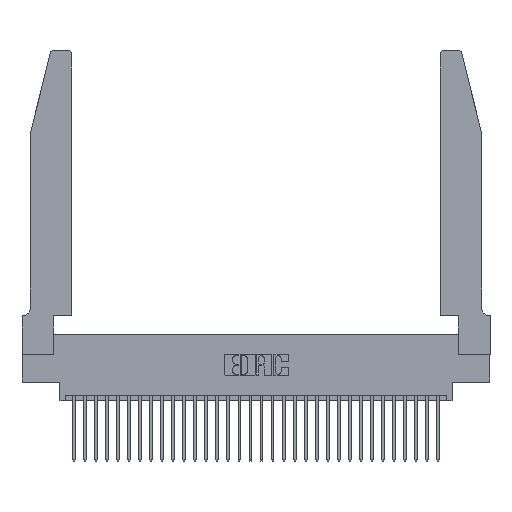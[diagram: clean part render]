
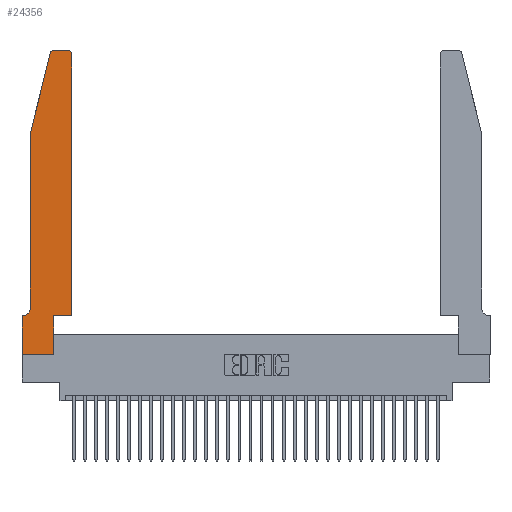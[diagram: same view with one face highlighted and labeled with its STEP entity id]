
A CAD part, top view. The second image highlights one B-rep face of the part: STEP entity #24356.
In plain terms, the highlighted planar face has unit normal (0, 0, 1).
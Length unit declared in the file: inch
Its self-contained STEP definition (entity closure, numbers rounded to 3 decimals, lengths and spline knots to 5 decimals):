
#158 = DIRECTION ( 'NONE',  ( -1., 0., 0. ) ) ;
#1688 = CARTESIAN_POINT ( 'NONE',  ( 0.284, 2.75, 0.37 ) ) ;
#2118 = ORIENTED_EDGE ( 'NONE', *, *, #23105, .T. ) ;
#2274 = LINE ( 'NONE', #29410, #30238 ) ;
#2297 = VERTEX_POINT ( 'NONE', #1688 ) ;
#2791 = VECTOR ( 'NONE', #5904, 39.37008 ) ;
#3171 = VECTOR ( 'NONE', #9521, 39.37008 ) ;
#3539 = VERTEX_POINT ( 'NONE', #31450 ) ;
#3954 = LINE ( 'NONE', #21529, #11477 ) ;
#4025 = LINE ( 'NONE', #8120, #2791 ) ;
#4563 = CARTESIAN_POINT ( 'NONE',  ( 0.0755, 2., 0.37 ) ) ;
#5020 = CARTESIAN_POINT ( 'NONE',  ( 0.2865, 0., 0.37 ) ) ;
#5090 = ORIENTED_EDGE ( 'NONE', *, *, #19981, .T. ) ;
#5191 = EDGE_CURVE ( 'NONE', #30279, #16989, #11093, .T. ) ;
#5244 = VERTEX_POINT ( 'NONE', #30730 ) ;
#5429 = DIRECTION ( 'NONE',  ( -1., 0., 0. ) ) ;
#5686 = VECTOR ( 'NONE', #23865, 39.37008 ) ;
#5904 = DIRECTION ( 'NONE',  ( 1., 0., 0. ) ) ;
#5960 = EDGE_CURVE ( 'NONE', #3539, #30279, #24042, .T. ) ;
#5999 = CARTESIAN_POINT ( 'NONE',  ( 0.25487, 2.72718, 0.37 ) ) ;
#6206 = DIRECTION ( 'NONE',  ( 0., 1., 0. ) ) ;
#6625 = DIRECTION ( 'NONE',  ( -1., 0., 0. ) ) ;
#6949 = LINE ( 'NONE', #4563, #32529 ) ;
#7517 = VECTOR ( 'NONE', #12157, 39.37008 ) ;
#7530 = AXIS2_PLACEMENT_3D ( 'NONE', #21488, #29080, #14015 ) ;
#7834 = EDGE_CURVE ( 'NONE', #25678, #23722, #2274, .T. ) ;
#8046 = ORIENTED_EDGE ( 'NONE', *, *, #7834, .T. ) ;
#8120 = CARTESIAN_POINT ( 'NONE',  ( 0., 0., 0.37 ) ) ;
#9133 = VERTEX_POINT ( 'NONE', #32265 ) ;
#9466 = EDGE_CURVE ( 'NONE', #19035, #9133, #17524, .T. ) ;
#9521 = DIRECTION ( 'NONE',  ( 0., 1., 0. ) ) ;
#9977 = ORIENTED_EDGE ( 'NONE', *, *, #18668, .T. ) ;
#10233 = CARTESIAN_POINT ( 'NONE',  ( 0.4505, 2.72, 0.37 ) ) ;
#10242 = VERTEX_POINT ( 'NONE', #5999 ) ;
#10351 = DIRECTION ( 'NONE',  ( 0., 0., -1. ) ) ;
#10521 = ORIENTED_EDGE ( 'NONE', *, *, #22965, .T. ) ;
#10847 = FACE_OUTER_BOUND ( 'NONE', #12217, .T. ) ;
#11093 = LINE ( 'NONE', #11855, #3171 ) ;
#11138 = ORIENTED_EDGE ( 'NONE', *, *, #5191, .T. ) ;
#11477 = VECTOR ( 'NONE', #6206, 39.37008 ) ;
#11565 = VECTOR ( 'NONE', #5429, 39.37008 ) ;
#11855 = CARTESIAN_POINT ( 'NONE',  ( 0.4505, 0.35, 0.37 ) ) ;
#12093 = CARTESIAN_POINT ( 'NONE',  ( 0., 0.35, 0.37 ) ) ;
#12157 = DIRECTION ( 'NONE',  ( 0., -1., 0. ) ) ;
#12217 = EDGE_LOOP ( 'NONE', ( #28751, #5090, #2118, #28539, #32284, #8046, #18144, #28350, #10521, #29514, #11138, #9977 ) ) ;
#12231 = VERTEX_POINT ( 'NONE', #18313 ) ;
#12439 = CIRCLE ( 'NONE', #29902, 0.03 ) ;
#13181 = CARTESIAN_POINT ( 'NONE',  ( 0.0755, 2., 0.37 ) ) ;
#14015 = DIRECTION ( 'NONE',  ( 1., 0., 0. ) ) ;
#14136 = CARTESIAN_POINT ( 'NONE',  ( 0., 0.35, 0.37 ) ) ;
#14484 = CARTESIAN_POINT ( 'NONE',  ( 0.4505, 0.35, 0.37 ) ) ;
#14963 = DIRECTION ( 'NONE',  ( 0., 0., 1. ) ) ;
#14992 = VECTOR ( 'NONE', #32110, 39.37008 ) ;
#16431 = CIRCLE ( 'NONE', #7530, 0.03 ) ;
#16903 = EDGE_CURVE ( 'NONE', #9133, #25678, #22077, .T. ) ;
#16976 = LINE ( 'NONE', #17203, #7517 ) ;
#16989 = VERTEX_POINT ( 'NONE', #10233 ) ;
#17203 = CARTESIAN_POINT ( 'NONE',  ( 0., 0., 0.37 ) ) ;
#17524 = LINE ( 'NONE', #30674, #5686 ) ;
#17582 = VERTEX_POINT ( 'NONE', #5020 ) ;
#18144 = ORIENTED_EDGE ( 'NONE', *, *, #24979, .T. ) ;
#18313 = CARTESIAN_POINT ( 'NONE',  ( 0., 0., 0.37 ) ) ;
#18668 = EDGE_CURVE ( 'NONE', #16989, #5244, #16431, .T. ) ;
#19035 = VERTEX_POINT ( 'NONE', #13181 ) ;
#19981 = EDGE_CURVE ( 'NONE', #2297, #10242, #12439, .T. ) ;
#20057 = CARTESIAN_POINT ( 'NONE',  ( 0.0055, 0.42, 0.37 ) ) ;
#20562 = AXIS2_PLACEMENT_3D ( 'NONE', #12093, #14963, #32555 ) ;
#21045 = CARTESIAN_POINT ( 'NONE',  ( 0.284, 2.72, 0.37 ) ) ;
#21488 = CARTESIAN_POINT ( 'NONE',  ( 0.4205, 2.72, 0.37 ) ) ;
#21529 = CARTESIAN_POINT ( 'NONE',  ( 0.2865, 0.35, 0.37 ) ) ;
#22077 = CIRCLE ( 'NONE', #24812, 0.07 ) ;
#22965 = EDGE_CURVE ( 'NONE', #17582, #3539, #3954, .T. ) ;
#23105 = EDGE_CURVE ( 'NONE', #10242, #19035, #6949, .T. ) ;
#23458 = DIRECTION ( 'NONE',  ( 0., 0., 1. ) ) ;
#23722 = VERTEX_POINT ( 'NONE', #14136 ) ;
#23788 = DIRECTION ( 'NONE',  ( 1., 0., 0. ) ) ;
#23865 = DIRECTION ( 'NONE',  ( 0., -1., 0. ) ) ;
#24042 = LINE ( 'NONE', #14484, #14992 ) ;
#24356 = ADVANCED_FACE ( 'NONE', ( #10847 ), #26758, .T. ) ;
#24529 = DIRECTION ( 'NONE',  ( -0.239, -0.971, 0. ) ) ;
#24812 = AXIS2_PLACEMENT_3D ( 'NONE', #20057, #10351, #158 ) ;
#24979 = EDGE_CURVE ( 'NONE', #23722, #12231, #16976, .T. ) ;
#25678 = VERTEX_POINT ( 'NONE', #26198 ) ;
#25717 = CARTESIAN_POINT ( 'NONE',  ( 0.2605, 2.75, 0.37 ) ) ;
#26159 = EDGE_CURVE ( 'NONE', #5244, #2297, #30829, .T. ) ;
#26198 = CARTESIAN_POINT ( 'NONE',  ( 0.0055, 0.35, 0.37 ) ) ;
#26758 = PLANE ( 'NONE',  #20562 ) ;
#27549 = EDGE_CURVE ( 'NONE', #12231, #17582, #4025, .T. ) ;
#28350 = ORIENTED_EDGE ( 'NONE', *, *, #27549, .T. ) ;
#28539 = ORIENTED_EDGE ( 'NONE', *, *, #9466, .T. ) ;
#28751 = ORIENTED_EDGE ( 'NONE', *, *, #26159, .T. ) ;
#29080 = DIRECTION ( 'NONE',  ( 0., 0., 1. ) ) ;
#29410 = CARTESIAN_POINT ( 'NONE',  ( 0.0755, 0.35, 0.37 ) ) ;
#29430 = CARTESIAN_POINT ( 'NONE',  ( 0.4505, 0.35, 0.37 ) ) ;
#29514 = ORIENTED_EDGE ( 'NONE', *, *, #5960, .T. ) ;
#29902 = AXIS2_PLACEMENT_3D ( 'NONE', #21045, #23458, #23788 ) ;
#30238 = VECTOR ( 'NONE', #6625, 39.37008 ) ;
#30279 = VERTEX_POINT ( 'NONE', #29430 ) ;
#30674 = CARTESIAN_POINT ( 'NONE',  ( 0.0755, 2., 0.37 ) ) ;
#30730 = CARTESIAN_POINT ( 'NONE',  ( 0.4205, 2.75, 0.37 ) ) ;
#30829 = LINE ( 'NONE', #25717, #11565 ) ;
#31450 = CARTESIAN_POINT ( 'NONE',  ( 0.2865, 0.35, 0.37 ) ) ;
#32110 = DIRECTION ( 'NONE',  ( 1., 0., 0. ) ) ;
#32265 = CARTESIAN_POINT ( 'NONE',  ( 0.0755, 0.42, 0.37 ) ) ;
#32284 = ORIENTED_EDGE ( 'NONE', *, *, #16903, .T. ) ;
#32529 = VECTOR ( 'NONE', #24529, 39.37008 ) ;
#32555 = DIRECTION ( 'NONE',  ( 1., 0., 0. ) ) ;
